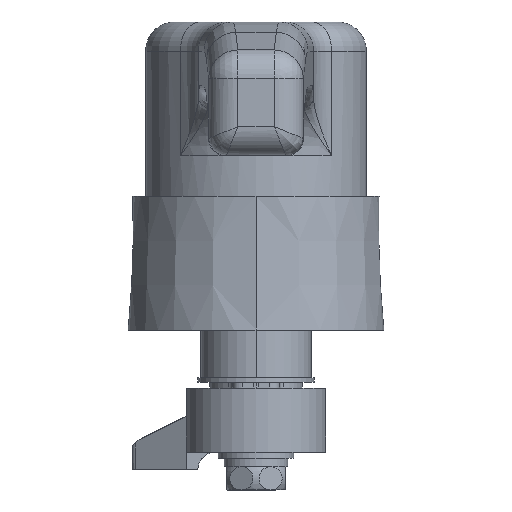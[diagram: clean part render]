
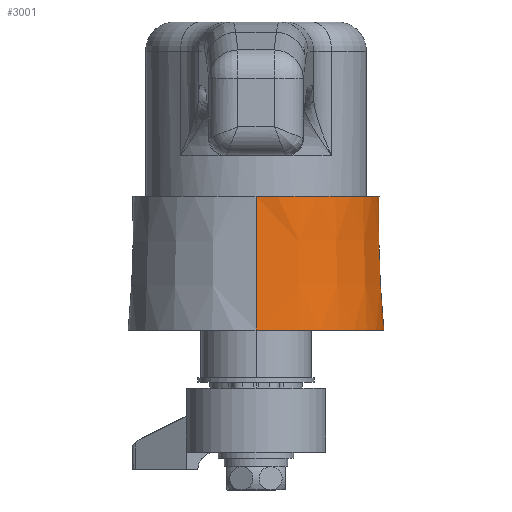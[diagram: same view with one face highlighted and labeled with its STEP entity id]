
A CAD part, front view. The second image highlights one B-rep face of the part: STEP entity #3001.
In plain terms, the highlighted conical face has half-angle 2 degrees and reference radius 22 mm.
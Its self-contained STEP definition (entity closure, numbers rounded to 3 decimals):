
#354 = ORIENTED_EDGE ( 'NONE', *, *, #7894, .T. ) ;
#872 = DIRECTION ( 'NONE',  ( 0., 0., -1. ) ) ;
#1608 = VERTEX_POINT ( 'NONE', #7938 ) ;
#1830 = CARTESIAN_POINT ( 'NONE',  ( 0., -22., 0. ) ) ;
#1898 = EDGE_CURVE ( 'NONE', #4703, #2352, #5903, .T. ) ;
#2274 = CARTESIAN_POINT ( 'NONE',  ( 0., 0., 0. ) ) ;
#2326 = DIRECTION ( 'NONE',  ( 0., -0.035, -0.999 ) ) ;
#2352 = VERTEX_POINT ( 'NONE', #7879 ) ;
#2617 = ORIENTED_EDGE ( 'NONE', *, *, #5058, .F. ) ;
#2656 = AXIS2_PLACEMENT_3D ( 'NONE', #6702, #7955, #2986 ) ;
#2783 = DIRECTION ( 'NONE',  ( 0., 1., 0. ) ) ;
#2986 = DIRECTION ( 'NONE',  ( 0., 1., 0. ) ) ;
#3001 = ADVANCED_FACE ( 'NONE', ( #4729 ), #7923, .T. ) ;
#3166 = AXIS2_PLACEMENT_3D ( 'NONE', #2274, #5892, #2783 ) ;
#3282 = CARTESIAN_POINT ( 'NONE',  ( 0., -21.197, 23. ) ) ;
#3317 = DIRECTION ( 'NONE',  ( 0., 1., 0. ) ) ;
#3975 = EDGE_LOOP ( 'NONE', ( #354, #4649, #7134, #2617 ) ) ;
#4064 = CIRCLE ( 'NONE', #3166, 22. ) ;
#4395 = VECTOR ( 'NONE', #5811, 1000. ) ;
#4425 = AXIS2_PLACEMENT_3D ( 'NONE', #7201, #872, #3317 ) ;
#4649 = ORIENTED_EDGE ( 'NONE', *, *, #1898, .T. ) ;
#4703 = VERTEX_POINT ( 'NONE', #3282 ) ;
#4729 = FACE_OUTER_BOUND ( 'NONE', #3975, .T. ) ;
#5058 = EDGE_CURVE ( 'NONE', #1608, #7175, #6427, .T. ) ;
#5165 = CARTESIAN_POINT ( 'NONE',  ( 0., 22., 0. ) ) ;
#5811 = DIRECTION ( 'NONE',  ( 0., 0.035, -0.999 ) ) ;
#5892 = DIRECTION ( 'NONE',  ( 0., 0., -1. ) ) ;
#5903 = LINE ( 'NONE', #1830, #7197 ) ;
#6427 = LINE ( 'NONE', #5165, #4395 ) ;
#6677 = CARTESIAN_POINT ( 'NONE',  ( 0., 22., 0. ) ) ;
#6702 = CARTESIAN_POINT ( 'NONE',  ( 0., 0., 23. ) ) ;
#7134 = ORIENTED_EDGE ( 'NONE', *, *, #7790, .F. ) ;
#7167 = CIRCLE ( 'NONE', #2656, 21.197 ) ;
#7175 = VERTEX_POINT ( 'NONE', #6677 ) ;
#7197 = VECTOR ( 'NONE', #2326, 1000. ) ;
#7201 = CARTESIAN_POINT ( 'NONE',  ( 0., 0., 0. ) ) ;
#7790 = EDGE_CURVE ( 'NONE', #7175, #2352, #4064, .T. ) ;
#7879 = CARTESIAN_POINT ( 'NONE',  ( 0., -22., 0. ) ) ;
#7894 = EDGE_CURVE ( 'NONE', #1608, #4703, #7167, .T. ) ;
#7923 = CONICAL_SURFACE ( 'NONE', #4425, 22., 0.035 ) ;
#7938 = CARTESIAN_POINT ( 'NONE',  ( 0., 21.197, 23. ) ) ;
#7955 = DIRECTION ( 'NONE',  ( 0., 0., -1. ) ) ;
